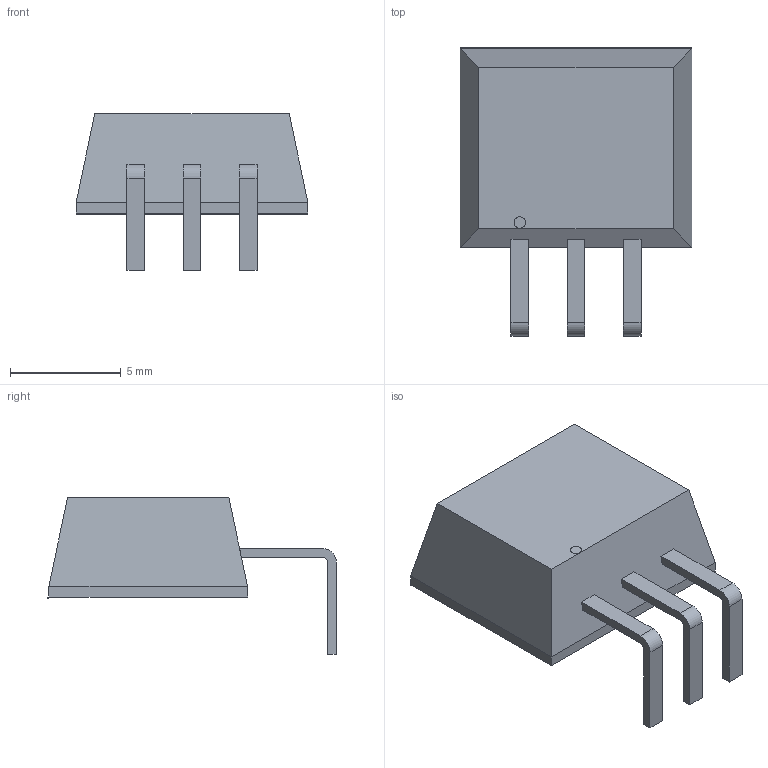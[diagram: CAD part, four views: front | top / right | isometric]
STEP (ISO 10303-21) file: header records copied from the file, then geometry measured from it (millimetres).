
FILE_DESCRIPTION(('STEP AP214'),'1');
FILE_NAME('TO-220_REN','2023-07-01T05:37:43',(''),(''),'','','');
FILE_SCHEMA(('AUTOMOTIVE_DESIGN'));
Length unit declared in the file: millimetre
Products named in the file (1): product
Bounding box: 10.49 x 13.05 x 7.09 mm (x, y, z)
Volume: 370.2 mm3; surface area: 390.2 mm2
Topology: 6 solids, 6 shells, 49 faces, 107 edges, 70 vertices
Faces by surface type: plane 42, cylinder 7
Full cylindrical faces by diameter (mm): 0.525 x1
Entity records: 1440 total; most frequent: DIRECTION 222, ORIENTED_EDGE 212, CARTESIAN_POINT 129, EDGE_CURVE 106, LINE 92, VECTOR 92, VERTEX_POINT 70, AXIS2_PLACEMENT_3D 65
